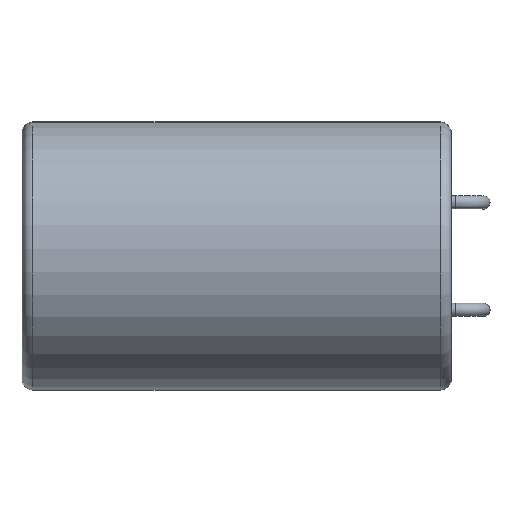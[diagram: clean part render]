
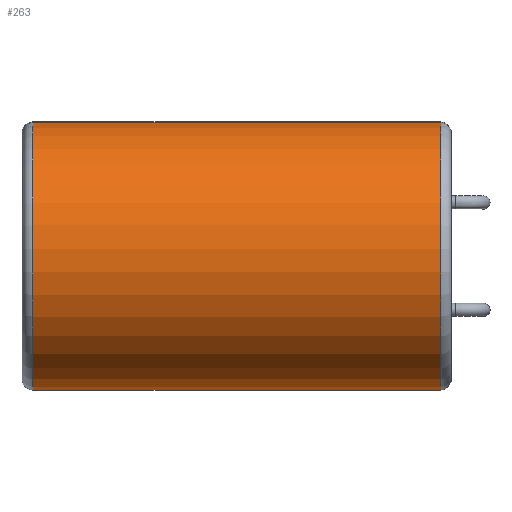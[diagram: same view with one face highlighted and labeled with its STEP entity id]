
A CAD part, top view. The second image highlights one B-rep face of the part: STEP entity #263.
In plain terms, the highlighted cylindrical face has radius 6.25 mm (diameter 12.5 mm), a partial arc.
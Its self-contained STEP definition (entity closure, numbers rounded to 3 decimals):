
#17=LINE('',#466,#24);
#18=LINE('',#474,#25);
#24=VECTOR('',#369,10.);
#25=VECTOR('',#380,10.);
#32=CYLINDRICAL_SURFACE('',#314,6.25);
#54=FACE_OUTER_BOUND('',#73,.T.);
#73=EDGE_LOOP('',(#198,#199,#200,#201));
#99=CIRCLE('',#309,6.25);
#103=CIRCLE('',#315,6.25);
#117=VERTEX_POINT('',#448);
#121=VERTEX_POINT('',#457);
#123=VERTEX_POINT('',#464);
#125=VERTEX_POINT('',#472);
#145=EDGE_CURVE('',#123,#117,#17,.T.);
#149=EDGE_CURVE('',#125,#121,#18,.T.);
#150=EDGE_CURVE('',#117,#125,#99,.T.);
#154=EDGE_CURVE('',#121,#123,#103,.T.);
#198=ORIENTED_EDGE('',*,*,#145,.F.);
#199=ORIENTED_EDGE('',*,*,#154,.F.);
#200=ORIENTED_EDGE('',*,*,#149,.F.);
#201=ORIENTED_EDGE('',*,*,#150,.F.);
#263=ADVANCED_FACE('',(#54),#32,.T.);
#309=AXIS2_PLACEMENT_3D('',#476,#383,#384);
#314=AXIS2_PLACEMENT_3D('',#482,#393,#394);
#315=AXIS2_PLACEMENT_3D('',#483,#395,#396);
#369=DIRECTION('',(-1.,0.,0.));
#380=DIRECTION('',(1.,0.,0.));
#383=DIRECTION('center_axis',(-1.,0.,0.));
#384=DIRECTION('ref_axis',(0.,-1.,0.));
#393=DIRECTION('center_axis',(-1.,0.,0.));
#394=DIRECTION('ref_axis',(0.,-1.,0.));
#395=DIRECTION('center_axis',(1.,0.,0.));
#396=DIRECTION('ref_axis',(0.,-1.,0.));
#448=CARTESIAN_POINT('',(-21.,-6.205,5.5));
#457=CARTESIAN_POINT('',(-2.,6.205,7.));
#464=CARTESIAN_POINT('',(-2.,-6.205,5.5));
#466=CARTESIAN_POINT('',(-1.5,-6.205,5.5));
#472=CARTESIAN_POINT('',(-21.,6.205,7.));
#474=CARTESIAN_POINT('',(-1.5,6.205,7.));
#476=CARTESIAN_POINT('Origin',(-21.,0.,6.25));
#482=CARTESIAN_POINT('Origin',(-1.5,0.,6.25));
#483=CARTESIAN_POINT('Origin',(-2.,0.,6.25));
